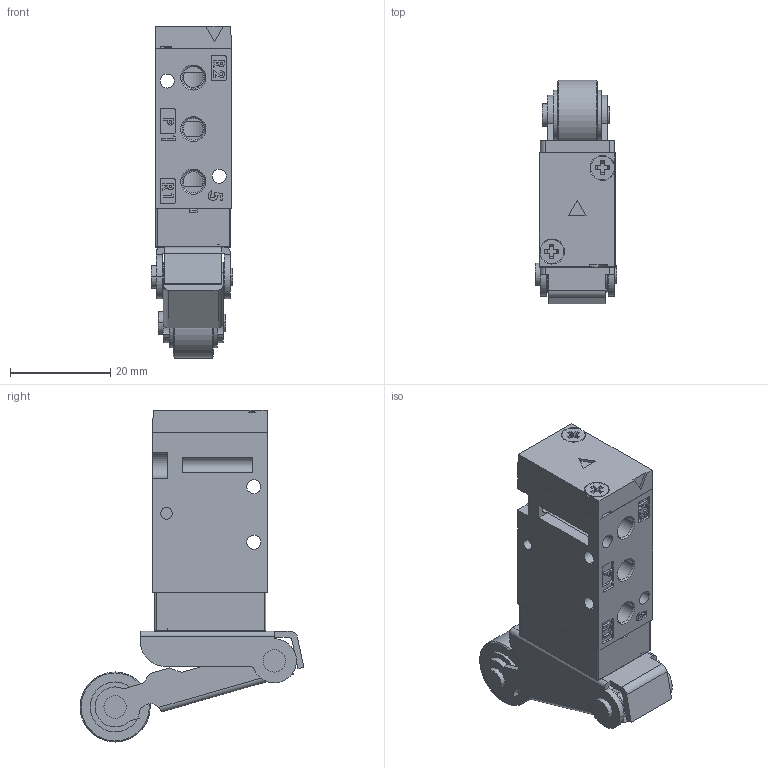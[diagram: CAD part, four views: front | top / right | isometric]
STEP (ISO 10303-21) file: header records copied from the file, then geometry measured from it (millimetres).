
FILE_DESCRIPTION (( 'STEP AP203' ), '1' );
FILE_NAME ('RLV110-1RP.STEP', '2013-02-01T07:05:11', ( '' ), ( '' ), 'SwSTEP 2.0', 'SolidWorks 2008', '' );
FILE_SCHEMA (( 'CONFIG_CONTROL_DESIGN' ));
Length unit declared in the file: millimetre
Products named in the file (13): RLV110-1RP; SF1000-Body_ル遽; SF1001-BodyCover_ル遽; New RLV110 semi pilot(040330)_晦獄 撲薑; PMV110 push button; BodyCoverBolt(M2.6xL7.5)_ル遽; LEVER SET(14ROLLER)_17-ROLLER; LEVER SET-2_晦獄 撲薑; LEVER SET-1_晦獄 撲薑; LEVER SET-3_晦獄 撲薑; 葬漯(11.9L)_晦獄 撲薑; 葬漯(14.8L)_晦獄 撲薑; 14-ROLLER_晦獄 撲薑
Assembly tree (15 placements, depth 3):
  RLV110-1RP
    PMV110 push button
    SF1001-BodyCover_ル遽
    New RLV110 semi pilot(040330)_晦獄 撲薑
    LEVER SET(14ROLLER)_17-ROLLER
      LEVER SET-2_晦獄 撲薑
      14-ROLLER_晦獄 撲薑
      葬漯(11.9L)_晦獄 撲薑
      LEVER SET-3_晦獄 撲薑
      葬漯(14.8L)_晦獄 撲薑
      LEVER SET-1_晦獄 撲薑
    BodyCoverBolt(M2.6xL7.5)_ル遽  x4
    SF1000-Body_ル遽
Bounding box: 16.3 x 44.69 x 66.32 mm (x, y, z)
Volume: 14282.1 mm3; surface area: 15004.4 mm2
Topology: 14 solids, 14 shells, 942 faces, 2368 edges, 1513 vertices
Faces by surface type: plane 446, cylinder 272, cone 175, bspline 43, torus 4, sphere 2
Entity records: 27847 total; most frequent: CARTESIAN_POINT 7089, DIRECTION 4020, ORIENTED_EDGE 4000, EDGE_CURVE 2000, AXIS2_PLACEMENT_3D 1380, VERTEX_POINT 1303, VECTOR 1260, LINE 1260
